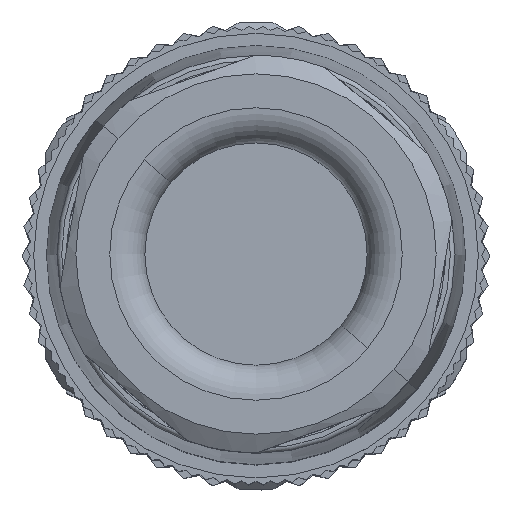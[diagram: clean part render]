
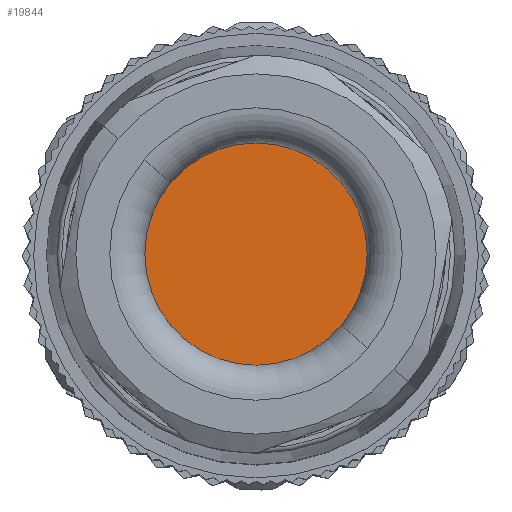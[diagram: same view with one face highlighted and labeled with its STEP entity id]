
A CAD part, top view. The second image highlights one B-rep face of the part: STEP entity #19844.
In plain terms, the highlighted planar face has unit normal (0, 0, 1).
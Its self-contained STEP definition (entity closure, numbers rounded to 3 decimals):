
#19801=AXIS2_PLACEMENT_3D('Circle Axis2P3D',#19799,#19800,$) ;
#19825=AXIS2_PLACEMENT_3D('Circle Axis2P3D',#19823,#19824,$) ;
#19838=AXIS2_PLACEMENT_3D('Plane Axis2P3D',#19835,#19836,#19837) ;
#19796=CARTESIAN_POINT('Vertex',(13.639,6.947,59.275)) ;
#19799=CARTESIAN_POINT('Axis2P3D Location',(10.,10.,59.275)) ;
#19803=CARTESIAN_POINT('Vertex',(6.361,13.053,59.275)) ;
#19823=CARTESIAN_POINT('Axis2P3D Location',(10.,10.,59.275)) ;
#19835=CARTESIAN_POINT('Axis2P3D Location',(10.,10.,59.275)) ;
#19800=DIRECTION('Axis2P3D Direction',(0.,0.,1.)) ;
#19824=DIRECTION('Axis2P3D Direction',(0.,0.,1.)) ;
#19836=DIRECTION('Axis2P3D Direction',(0.,0.,-1.)) ;
#19837=DIRECTION('Axis2P3D XDirection',(-0.643,-0.766,0.)) ;
#19841=ORIENTED_EDGE('',*,*,#19827,.F.) ;
#19842=ORIENTED_EDGE('',*,*,#19805,.F.) ;
#19844=ADVANCED_FACE('Hauptkoerper',(#19843),#19839,.F.) ;
#19802=CIRCLE('generated circle',#19801,4.75) ;
#19826=CIRCLE('generated circle',#19825,4.75) ;
#19805=EDGE_CURVE('',#19797,#19804,#19802,.F.) ;
#19827=EDGE_CURVE('',#19804,#19797,#19826,.F.) ;
#19840=EDGE_LOOP('',(#19841,#19842)) ;
#19843=FACE_OUTER_BOUND('',#19840,.T.) ;
#19839=PLANE('',#19838) ;
#19797=VERTEX_POINT('',#19796) ;
#19804=VERTEX_POINT('',#19803) ;
